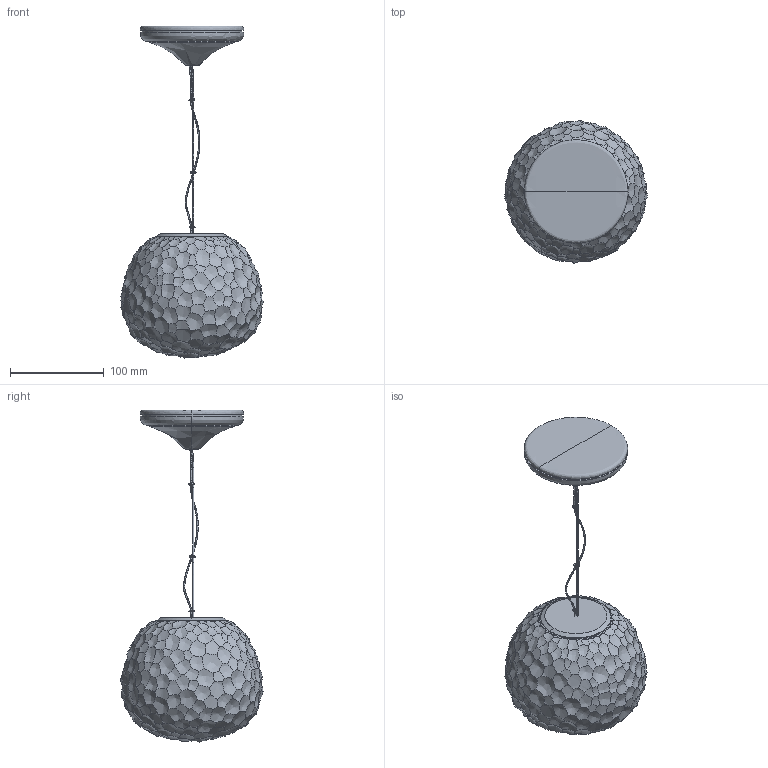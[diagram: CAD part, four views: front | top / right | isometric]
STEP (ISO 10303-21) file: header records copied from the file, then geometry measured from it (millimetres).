
FILE_DESCRIPTION(/* description */ (''),/* implementation_level */ '2;1');
FILE_NAME(/* name */ 'METEORITE 15 SOSPENSIONE',/* time_stamp */ '2015-03-12T17:22:43+01:00',/* author */ (''),/* organization */ (''),/* preprocessor_version */ 'ST-DEVELOPER v15',/* originating_system */ '',/* authorisation */ '');
FILE_SCHEMA (('AUTOMOTIVE_DESIGN'));
Length unit declared in the file: millimetre
Products named in the file (2): Document; (#3855) X306000048_-
Assembly tree (3 placements, depth 2):
  Document
    (#3855) X306000048_-  x3
Bounding box: 151.67 x 151.71 x 353.63 mm (x, y, z)
Volume: 1264.4 mm3; surface area: 102908.5 mm2
Topology: 5 solids, 432 shells, 623 faces, 3131 edges, 2927 vertices
Faces by surface type: bspline 617, plane 6
Entity records: 79465 total; most frequent: CARTESIAN_POINT 63958, ORIENTED_EDGE 3706, EDGE_CURVE 3111, VERTEX_POINT 2919, B_SPLINE_CURVE_WITH_KNOTS 2478, EDGE_LOOP 616, ADVANCED_FACE 615, FACE_OUTER_BOUND 615
